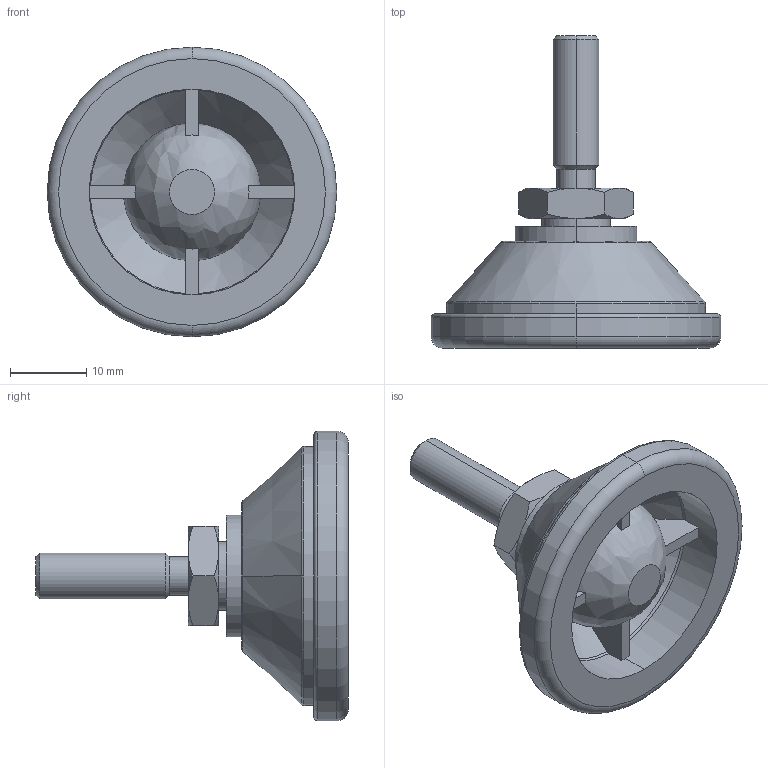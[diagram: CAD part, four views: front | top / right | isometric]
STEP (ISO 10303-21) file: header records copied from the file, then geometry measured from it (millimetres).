
FILE_DESCRIPTION (( 'STEP AP214' ), '1' );
FILE_NAME ('Foot Assembled.step', '2019-11-11T12:50:26', ( '' ), ( '' ), 'SwSTEP 2.0', 'SolidWorks 2019', '' );
FILE_SCHEMA (( 'AUTOMOTIVE_DESIGN' ));
Length unit declared in the file: millimetre
Products named in the file (3): Foot Plastic; Foot Assembled; Foot Threaded Part
Assembly tree (2 placements, depth 2):
  Foot Assembled
    Foot Plastic
    Foot Threaded Part
Bounding box: 38 x 41 x 38 mm (x, y, z)
Volume: 9258.2 mm3; surface area: 6291.4 mm2
Topology: 2 solids, 2 shells, 81 faces, 197 edges, 121 vertices
Faces by surface type: plane 26, cone 22, cylinder 16, torus 12, bspline 5
Entity records: 2669 total; most frequent: CARTESIAN_POINT 727, DIRECTION 400, ORIENTED_EDGE 382, EDGE_CURVE 191, AXIS2_PLACEMENT_3D 178, VERTEX_POINT 121, CIRCLE 97, EDGE_LOOP 88
